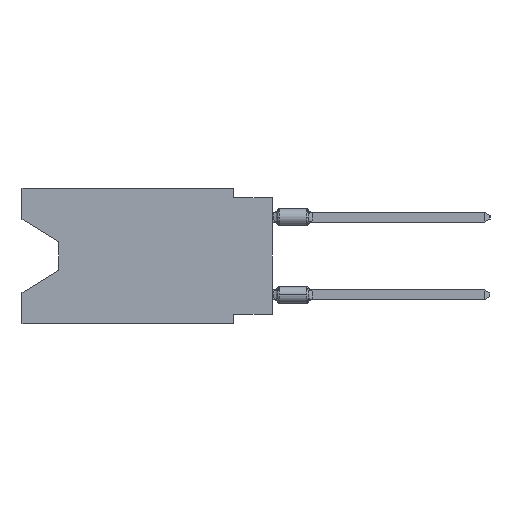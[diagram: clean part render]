
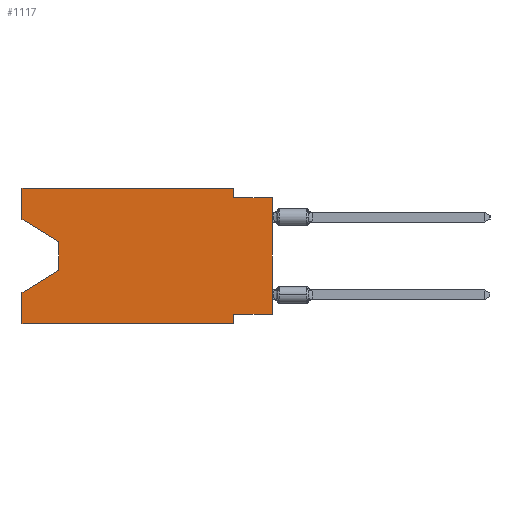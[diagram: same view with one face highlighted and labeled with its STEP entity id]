
A CAD part, left-side view. The second image highlights one B-rep face of the part: STEP entity #1117.
In plain terms, the highlighted planar face has unit normal (-1, 0, 0).
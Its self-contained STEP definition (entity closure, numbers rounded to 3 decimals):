
#435 = LINE ( 'NONE', #22316, #24706 ) ;
#464 = VECTOR ( 'NONE', #29038, 1000. ) ;
#1020 = ORIENTED_EDGE ( 'NONE', *, *, #12427, .T. ) ;
#1117 = ADVANCED_FACE ( 'NONE', ( #32320 ), #24727, .F. ) ;
#2046 = EDGE_CURVE ( 'NONE', #30883, #27772, #11397, .T. ) ;
#2275 = CARTESIAN_POINT ( 'NONE',  ( 0., 16.383, -8.89 ) ) ;
#2629 = VERTEX_POINT ( 'NONE', #21406 ) ;
#3339 = DIRECTION ( 'NONE',  ( 0., -1., 0. ) ) ;
#4153 = LINE ( 'NONE', #22773, #19444 ) ;
#5393 = VECTOR ( 'NONE', #18002, 1000. ) ;
#5680 = EDGE_CURVE ( 'NONE', #30883, #21186, #13865, .T. ) ;
#6266 = LINE ( 'NONE', #6615, #20342 ) ;
#6512 = CARTESIAN_POINT ( 'NONE',  ( 0., 16.383, 0. ) ) ;
#6615 = CARTESIAN_POINT ( 'NONE',  ( 0., 16.383, 0. ) ) ;
#6942 = CARTESIAN_POINT ( 'NONE',  ( 0., 0., -8.255 ) ) ;
#8274 = DIRECTION ( 'NONE',  ( 0., 0.855, -0.519 ) ) ;
#8616 = EDGE_CURVE ( 'NONE', #21186, #19218, #29037, .T. ) ;
#9508 = LINE ( 'NONE', #14932, #5393 ) ;
#9874 = ORIENTED_EDGE ( 'NONE', *, *, #5680, .T. ) ;
#10111 = EDGE_CURVE ( 'NONE', #19194, #32379, #435, .T. ) ;
#11397 = LINE ( 'NONE', #6512, #32670 ) ;
#11746 = CARTESIAN_POINT ( 'NONE',  ( 0., 2.54, 0. ) ) ;
#11923 = CARTESIAN_POINT ( 'NONE',  ( 0., 16.383, 0. ) ) ;
#12179 = ORIENTED_EDGE ( 'NONE', *, *, #10111, .F. ) ;
#12427 = EDGE_CURVE ( 'NONE', #33857, #25977, #35097, .T. ) ;
#12786 = EDGE_CURVE ( 'NONE', #27692, #2629, #4153, .T. ) ;
#12905 = DIRECTION ( 'NONE',  ( 0., 0., -1. ) ) ;
#13162 = ORIENTED_EDGE ( 'NONE', *, *, #12786, .F. ) ;
#13682 = DIRECTION ( 'NONE',  ( 0., -0.855, -0.519 ) ) ;
#13831 = CARTESIAN_POINT ( 'NONE',  ( 0., 16.383, -6.852 ) ) ;
#13832 = ORIENTED_EDGE ( 'NONE', *, *, #31346, .T. ) ;
#13865 = LINE ( 'NONE', #19100, #17146 ) ;
#13895 = ORIENTED_EDGE ( 'NONE', *, *, #22653, .F. ) ;
#14454 = VECTOR ( 'NONE', #35536, 1000. ) ;
#14932 = CARTESIAN_POINT ( 'NONE',  ( 0., 0., -0.635 ) ) ;
#14936 = VECTOR ( 'NONE', #3339, 1000. ) ;
#15270 = CARTESIAN_POINT ( 'NONE',  ( 0., 2.54, -8.89 ) ) ;
#15475 = LINE ( 'NONE', #26508, #14454 ) ;
#16043 = ORIENTED_EDGE ( 'NONE', *, *, #2046, .F. ) ;
#16398 = CARTESIAN_POINT ( 'NONE',  ( 0., 16.383, 0. ) ) ;
#17146 = VECTOR ( 'NONE', #13682, 1000. ) ;
#17148 = EDGE_CURVE ( 'NONE', #2629, #27090, #9508, .T. ) ;
#17623 = ORIENTED_EDGE ( 'NONE', *, *, #20300, .F. ) ;
#18002 = DIRECTION ( 'NONE',  ( 0., -1., 0. ) ) ;
#18341 = CARTESIAN_POINT ( 'NONE',  ( 0., 13.97, -3.505 ) ) ;
#18843 = VECTOR ( 'NONE', #12905, 1000. ) ;
#19100 = CARTESIAN_POINT ( 'NONE',  ( 0., 16.383, -2.038 ) ) ;
#19194 = VERTEX_POINT ( 'NONE', #6942 ) ;
#19218 = VERTEX_POINT ( 'NONE', #29181 ) ;
#19444 = VECTOR ( 'NONE', #28222, 1000. ) ;
#19778 = CARTESIAN_POINT ( 'NONE',  ( 0., 16.383, 0. ) ) ;
#19859 = CARTESIAN_POINT ( 'NONE',  ( 0., 2.54, -8.255 ) ) ;
#20300 = EDGE_CURVE ( 'NONE', #27772, #27692, #33709, .T. ) ;
#20342 = VECTOR ( 'NONE', #28677, 1000. ) ;
#21051 = LINE ( 'NONE', #31744, #464 ) ;
#21186 = VERTEX_POINT ( 'NONE', #31805 ) ;
#21406 = CARTESIAN_POINT ( 'NONE',  ( 0., 2.54, -0.635 ) ) ;
#22017 = CARTESIAN_POINT ( 'NONE',  ( 0., 13.97, -5.385 ) ) ;
#22316 = CARTESIAN_POINT ( 'NONE',  ( 0., 0., -8.255 ) ) ;
#22323 = VECTOR ( 'NONE', #23876, 1000. ) ;
#22653 = EDGE_CURVE ( 'NONE', #32379, #25977, #15475, .T. ) ;
#22773 = CARTESIAN_POINT ( 'NONE',  ( 0., 2.54, 0. ) ) ;
#23876 = DIRECTION ( 'NONE',  ( 0., -1., 0. ) ) ;
#24706 = VECTOR ( 'NONE', #30639, 1000. ) ;
#24727 = PLANE ( 'NONE',  #34674 ) ;
#25495 = ORIENTED_EDGE ( 'NONE', *, *, #8616, .T. ) ;
#25977 = VERTEX_POINT ( 'NONE', #15270 ) ;
#26508 = CARTESIAN_POINT ( 'NONE',  ( 0., 2.54, -8.89 ) ) ;
#26781 = VERTEX_POINT ( 'NONE', #13831 ) ;
#26915 = EDGE_LOOP ( 'NONE', ( #9874, #25495, #33008, #29670, #1020, #13895, #12179, #13832, #35501, #13162, #17623, #16043 ) ) ;
#27090 = VERTEX_POINT ( 'NONE', #27547 ) ;
#27547 = CARTESIAN_POINT ( 'NONE',  ( 0., 0., -0.635 ) ) ;
#27692 = VERTEX_POINT ( 'NONE', #11746 ) ;
#27772 = VERTEX_POINT ( 'NONE', #11923 ) ;
#28032 = EDGE_CURVE ( 'NONE', #19218, #26781, #29979, .T. ) ;
#28222 = DIRECTION ( 'NONE',  ( 0., 0., -1. ) ) ;
#28677 = DIRECTION ( 'NONE',  ( 0., 0., 1. ) ) ;
#29037 = LINE ( 'NONE', #18341, #18843 ) ;
#29038 = DIRECTION ( 'NONE',  ( 0., 0., 1. ) ) ;
#29181 = CARTESIAN_POINT ( 'NONE',  ( 0., 13.97, -5.385 ) ) ;
#29670 = ORIENTED_EDGE ( 'NONE', *, *, #34119, .F. ) ;
#29969 = DIRECTION ( 'NONE',  ( 1., 0., 0. ) ) ;
#29979 = LINE ( 'NONE', #22017, #34397 ) ;
#30639 = DIRECTION ( 'NONE',  ( 0., 1., 0. ) ) ;
#30883 = VERTEX_POINT ( 'NONE', #31426 ) ;
#31346 = EDGE_CURVE ( 'NONE', #19194, #27090, #21051, .T. ) ;
#31426 = CARTESIAN_POINT ( 'NONE',  ( 0., 16.383, -2.038 ) ) ;
#31451 = DIRECTION ( 'NONE',  ( 0., 0., 1. ) ) ;
#31744 = CARTESIAN_POINT ( 'NONE',  ( 0., 0., 0. ) ) ;
#31805 = CARTESIAN_POINT ( 'NONE',  ( 0., 13.97, -3.505 ) ) ;
#32320 = FACE_OUTER_BOUND ( 'NONE', #26915, .T. ) ;
#32379 = VERTEX_POINT ( 'NONE', #19859 ) ;
#32670 = VECTOR ( 'NONE', #31451, 1000. ) ;
#33008 = ORIENTED_EDGE ( 'NONE', *, *, #28032, .T. ) ;
#33709 = LINE ( 'NONE', #19778, #14936 ) ;
#33857 = VERTEX_POINT ( 'NONE', #2275 ) ;
#34119 = EDGE_CURVE ( 'NONE', #33857, #26781, #6266, .T. ) ;
#34397 = VECTOR ( 'NONE', #8274, 1000. ) ;
#34674 = AXIS2_PLACEMENT_3D ( 'NONE', #16398, #29969, #35581 ) ;
#35097 = LINE ( 'NONE', #35448, #22323 ) ;
#35448 = CARTESIAN_POINT ( 'NONE',  ( 0., 16.383, -8.89 ) ) ;
#35501 = ORIENTED_EDGE ( 'NONE', *, *, #17148, .F. ) ;
#35536 = DIRECTION ( 'NONE',  ( 0., 0., -1. ) ) ;
#35581 = DIRECTION ( 'NONE',  ( 0., 0., -1. ) ) ;
